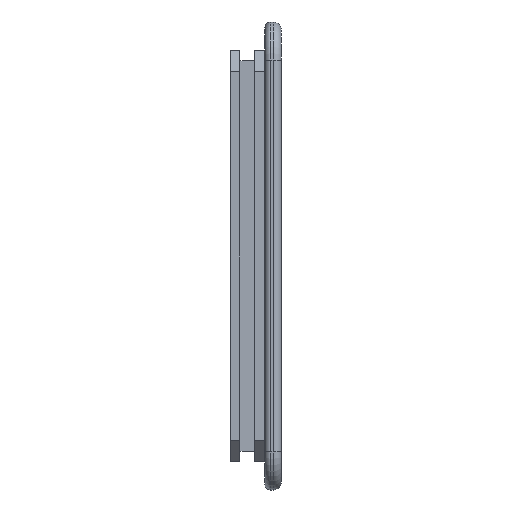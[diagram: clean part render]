
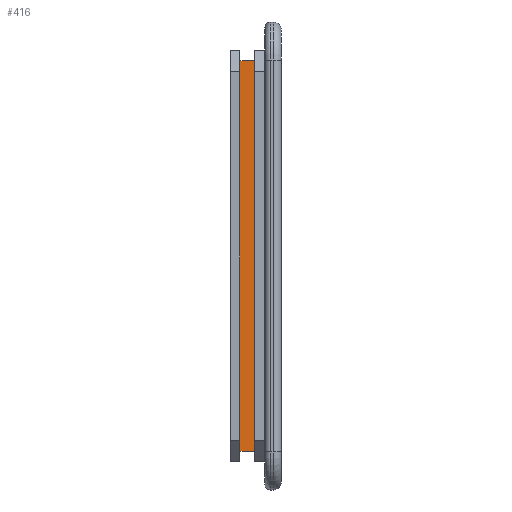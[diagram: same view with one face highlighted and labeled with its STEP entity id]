
A CAD part, left-side view. The second image highlights one B-rep face of the part: STEP entity #416.
In plain terms, the highlighted planar face has unit normal (-1, 0, 0).
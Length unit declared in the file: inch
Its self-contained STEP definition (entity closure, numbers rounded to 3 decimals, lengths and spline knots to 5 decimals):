
#140 = CARTESIAN_POINT ( 'NONE',  ( 0.0715, 0.076, -0.7885 ) ) ;
#164 = VERTEX_POINT ( 'NONE', #140 ) ;
#416 = ADVANCED_FACE ( 'NONE', ( #4985 ), #553, .T. ) ;
#502 = VERTEX_POINT ( 'NONE', #4089 ) ;
#553 = PLANE ( 'NONE',  #5511 ) ;
#1000 = VECTOR ( 'NONE', #3740, 39.37008 ) ;
#1271 = DIRECTION ( 'NONE',  ( 0., 0., 1. ) ) ;
#1345 = DIRECTION ( 'NONE',  ( 0., 0., 1. ) ) ;
#1392 = ORIENTED_EDGE ( 'NONE', *, *, #5206, .F. ) ;
#1687 = CARTESIAN_POINT ( 'NONE',  ( 0.0715, 0.049, -0.7885 ) ) ;
#1694 = VECTOR ( 'NONE', #4308, 39.37008 ) ;
#1721 = CARTESIAN_POINT ( 'NONE',  ( 0.0715, 0.049, -0.7885 ) ) ;
#1843 = ORIENTED_EDGE ( 'NONE', *, *, #4711, .F. ) ;
#1873 = LINE ( 'NONE', #3710, #1000 ) ;
#1994 = EDGE_CURVE ( 'NONE', #2984, #3204, #5368, .T. ) ;
#2084 = CARTESIAN_POINT ( 'NONE',  ( 0.0715, 0.049, -0.7885 ) ) ;
#2505 = LINE ( 'NONE', #2084, #1694 ) ;
#2546 = EDGE_LOOP ( 'NONE', ( #1392, #1843, #4560, #3552 ) ) ;
#2984 = VERTEX_POINT ( 'NONE', #1687 ) ;
#3204 = VERTEX_POINT ( 'NONE', #4737 ) ;
#3552 = ORIENTED_EDGE ( 'NONE', *, *, #5649, .T. ) ;
#3710 = CARTESIAN_POINT ( 'NONE',  ( 0.0715, 0.076, -0.7885 ) ) ;
#3740 = DIRECTION ( 'NONE',  ( 0., 0., 1. ) ) ;
#3800 = CARTESIAN_POINT ( 'NONE',  ( 0.0715, 0.049, -0.0715 ) ) ;
#4055 = DIRECTION ( 'NONE',  ( -1., 0., 0. ) ) ;
#4089 = CARTESIAN_POINT ( 'NONE',  ( 0.0715, 0.076, -0.0715 ) ) ;
#4278 = DIRECTION ( 'NONE',  ( 0., 1., 0. ) ) ;
#4308 = DIRECTION ( 'NONE',  ( 0., 1., 0. ) ) ;
#4560 = ORIENTED_EDGE ( 'NONE', *, *, #1994, .T. ) ;
#4711 = EDGE_CURVE ( 'NONE', #2984, #164, #2505, .T. ) ;
#4737 = CARTESIAN_POINT ( 'NONE',  ( 0.0715, 0.049, -0.0715 ) ) ;
#4985 = FACE_OUTER_BOUND ( 'NONE', #2546, .T. ) ;
#5155 = LINE ( 'NONE', #3800, #5583 ) ;
#5206 = EDGE_CURVE ( 'NONE', #164, #502, #1873, .T. ) ;
#5368 = LINE ( 'NONE', #1721, #5722 ) ;
#5511 = AXIS2_PLACEMENT_3D ( 'NONE', #5548, #4055, #1345 ) ;
#5548 = CARTESIAN_POINT ( 'NONE',  ( 0.0715, 0.049, -0.7885 ) ) ;
#5583 = VECTOR ( 'NONE', #4278, 39.37008 ) ;
#5649 = EDGE_CURVE ( 'NONE', #3204, #502, #5155, .T. ) ;
#5722 = VECTOR ( 'NONE', #1271, 39.37008 ) ;
